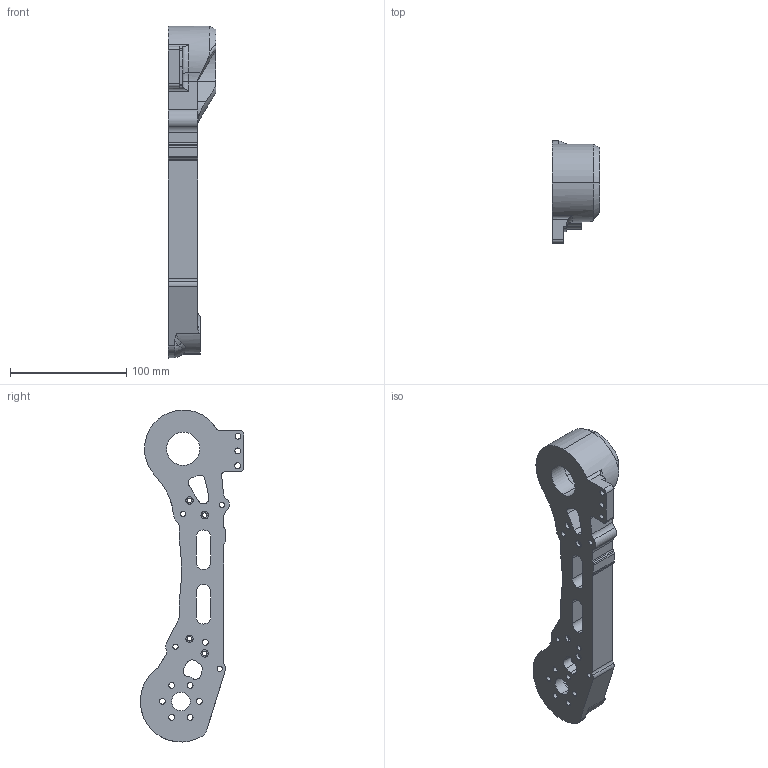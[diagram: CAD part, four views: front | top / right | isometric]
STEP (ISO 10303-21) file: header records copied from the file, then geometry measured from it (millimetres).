
FILE_DESCRIPTION (( 'STEP AP214' ), '1' );
FILE_NAME ('2.0 arm body KAKE made.STEP', '2024-04-30T05:02:26', ( '' ), ( '' ), 'SwSTEP 2.0', 'SolidWorks 2023', '' );
FILE_SCHEMA (( 'AUTOMOTIVE_DESIGN' ));
Length unit declared in the file: inch
Products named in the file (1): 2.0 arm body KAKE made
Bounding box: 41.27 x 88.76 x 285.61 mm (x, y, z)
Volume: 241785.8 mm3; surface area: 61820.9 mm2
Topology: 1 solids, 1 shells, 212 faces, 594 edges, 386 vertices
Faces by surface type: cylinder 125, plane 47, torus 22, cone 9, bspline 9
Entity records: 7674 total; most frequent: CARTESIAN_POINT 1961, DIRECTION 1246, ORIENTED_EDGE 1186, EDGE_CURVE 593, AXIS2_PLACEMENT_3D 505, VERTEX_POINT 386, CIRCLE 301, EDGE_LOOP 263
